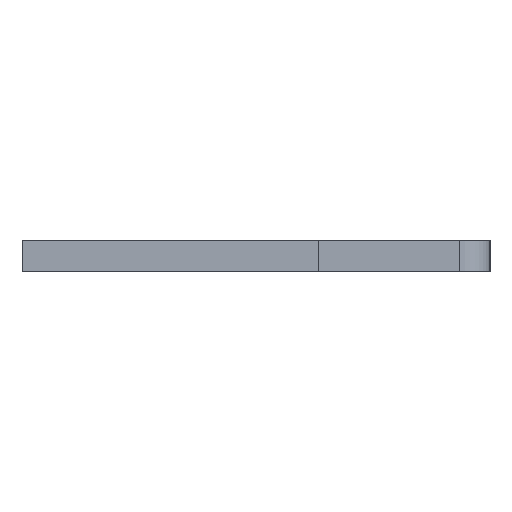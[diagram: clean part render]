
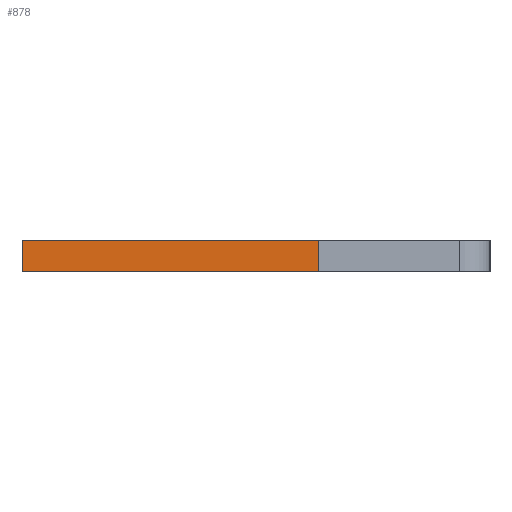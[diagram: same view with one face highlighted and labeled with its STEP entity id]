
A CAD part, left-side view. The second image highlights one B-rep face of the part: STEP entity #878.
In plain terms, the highlighted face is planar.
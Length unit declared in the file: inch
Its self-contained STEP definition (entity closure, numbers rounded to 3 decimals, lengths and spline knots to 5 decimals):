
#222 = CARTESIAN_POINT ( 'NONE',  ( 0.01, -0.04, -0.04 ) ) ;
#258 = VECTOR ( 'NONE', #947, 39.37008 ) ;
#307 = CARTESIAN_POINT ( 'NONE',  ( 0.01, 0.15, -0.04 ) ) ;
#389 = EDGE_CURVE ( 'NONE', #529, #2814, #1213, .T. ) ;
#414 = LINE ( 'NONE', #307, #1715 ) ;
#448 = VECTOR ( 'NONE', #1556, 39.37008 ) ;
#529 = VERTEX_POINT ( 'NONE', #222 ) ;
#539 = DIRECTION ( 'NONE',  ( -1., 0., 0. ) ) ;
#559 = EDGE_CURVE ( 'NONE', #529, #2253, #2172, .T. ) ;
#635 = ORIENTED_EDGE ( 'NONE', *, *, #389, .F. ) ;
#662 = VECTOR ( 'NONE', #2231, 39.37008 ) ;
#714 = DIRECTION ( 'NONE',  ( 1., 0., 0. ) ) ;
#821 = CARTESIAN_POINT ( 'NONE',  ( 0.01, 0.15, -0.04 ) ) ;
#842 = AXIS2_PLACEMENT_3D ( 'NONE', #2305, #1836, #714 ) ;
#878 = ADVANCED_FACE ( 'NONE', ( #1709 ), #2289, .F. ) ;
#929 = EDGE_LOOP ( 'NONE', ( #2116, #1751, #635, #2369 ) ) ;
#947 = DIRECTION ( 'NONE',  ( 0., 1., 0. ) ) ;
#1213 = LINE ( 'NONE', #2719, #448 ) ;
#1328 = CARTESIAN_POINT ( 'NONE',  ( -0.01, 0.15, -0.04 ) ) ;
#1393 = EDGE_CURVE ( 'NONE', #2253, #2749, #1949, .T. ) ;
#1556 = DIRECTION ( 'NONE',  ( 0., 1., 0. ) ) ;
#1709 = FACE_OUTER_BOUND ( 'NONE', #929, .T. ) ;
#1715 = VECTOR ( 'NONE', #539, 39.37008 ) ;
#1751 = ORIENTED_EDGE ( 'NONE', *, *, #1753, .F. ) ;
#1753 = EDGE_CURVE ( 'NONE', #2814, #2749, #414, .T. ) ;
#1836 = DIRECTION ( 'NONE',  ( 0., 0., 1. ) ) ;
#1949 = LINE ( 'NONE', #2314, #258 ) ;
#2116 = ORIENTED_EDGE ( 'NONE', *, *, #1393, .T. ) ;
#2172 = LINE ( 'NONE', #2694, #662 ) ;
#2231 = DIRECTION ( 'NONE',  ( -1., 0., 0. ) ) ;
#2253 = VERTEX_POINT ( 'NONE', #2623 ) ;
#2289 = PLANE ( 'NONE',  #842 ) ;
#2305 = CARTESIAN_POINT ( 'NONE',  ( 0.01, 0.15, -0.04 ) ) ;
#2314 = CARTESIAN_POINT ( 'NONE',  ( -0.01, 0.15, -0.04 ) ) ;
#2369 = ORIENTED_EDGE ( 'NONE', *, *, #559, .T. ) ;
#2623 = CARTESIAN_POINT ( 'NONE',  ( -0.01, -0.04, -0.04 ) ) ;
#2694 = CARTESIAN_POINT ( 'NONE',  ( 0.01, -0.04, -0.04 ) ) ;
#2719 = CARTESIAN_POINT ( 'NONE',  ( 0.01, 0.15, -0.04 ) ) ;
#2749 = VERTEX_POINT ( 'NONE', #1328 ) ;
#2814 = VERTEX_POINT ( 'NONE', #821 ) ;
